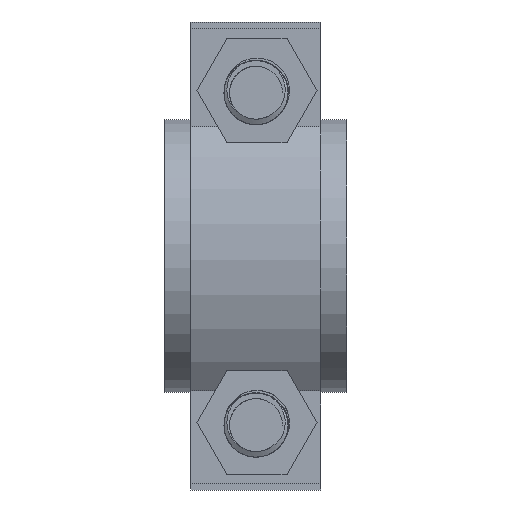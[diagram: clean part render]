
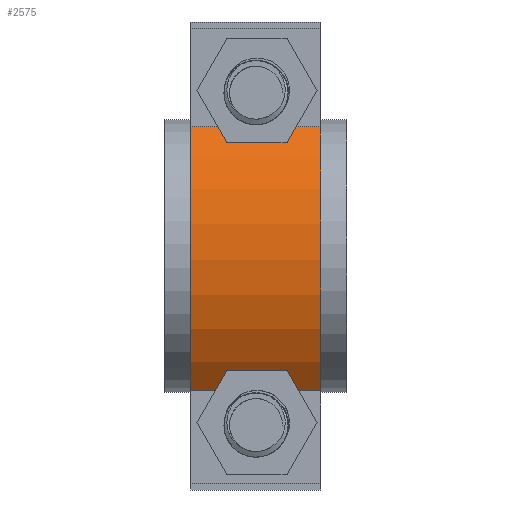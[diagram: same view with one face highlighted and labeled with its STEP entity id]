
A CAD part, left-side view. The second image highlights one B-rep face of the part: STEP entity #2575.
In plain terms, the highlighted cylindrical face has radius 32.5 mm (diameter 65 mm), a partial arc.
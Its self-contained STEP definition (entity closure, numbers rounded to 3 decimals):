
#249=FACE_OUTER_BOUND('',#398,.T.);
#398=EDGE_LOOP('',(#2285,#2286,#2287,#2288));
#470=CIRCLE('',#2770,32.5);
#489=CIRCLE('',#2809,32.5);
#774=LINE('',#11208,#966);
#775=LINE('',#11211,#967);
#966=VECTOR('',#3346,10.);
#967=VECTOR('',#3349,10.);
#1188=VERTEX_POINT('',#9701);
#1189=VERTEX_POINT('',#9703);
#1236=VERTEX_POINT('',#11207);
#1237=VERTEX_POINT('',#11209);
#1526=EDGE_CURVE('',#1188,#1189,#470,.T.);
#1601=EDGE_CURVE('',#1236,#1188,#774,.T.);
#1602=EDGE_CURVE('',#1237,#1236,#489,.T.);
#1603=EDGE_CURVE('',#1189,#1237,#775,.T.);
#2285=ORIENTED_EDGE('',*,*,#1601,.F.);
#2286=ORIENTED_EDGE('',*,*,#1602,.F.);
#2287=ORIENTED_EDGE('',*,*,#1603,.F.);
#2288=ORIENTED_EDGE('',*,*,#1526,.F.);
#2455=CYLINDRICAL_SURFACE('',#2808,32.5);
#2575=ADVANCED_FACE('',(#249),#2455,.T.);
#2770=AXIS2_PLACEMENT_3D('',#9704,#3238,#3239);
#2808=AXIS2_PLACEMENT_3D('',#11206,#3344,#3345);
#2809=AXIS2_PLACEMENT_3D('',#11210,#3347,#3348);
#3238=DIRECTION('center_axis',(0.,-1.,0.));
#3239=DIRECTION('ref_axis',(1.,0.,0.));
#3344=DIRECTION('center_axis',(0.,1.,0.));
#3345=DIRECTION('ref_axis',(-1.,0.,-0.017));
#3346=DIRECTION('',(0.,-1.,0.));
#3347=DIRECTION('center_axis',(0.,1.,0.));
#3348=DIRECTION('ref_axis',(1.,0.,0.));
#3349=DIRECTION('',(0.,1.,0.));
#9701=CARTESIAN_POINT('',(58.857,-10.,273.758));
#9703=CARTESIAN_POINT('',(59.556,-10.,233.119));
#9704=CARTESIAN_POINT('Origin',(84.565,-10.,253.874));
#11206=CARTESIAN_POINT('Origin',(84.565,0.,253.874));
#11207=CARTESIAN_POINT('',(58.857,10.,273.758));
#11208=CARTESIAN_POINT('',(58.857,0.,273.758));
#11209=CARTESIAN_POINT('',(59.556,10.,233.119));
#11210=CARTESIAN_POINT('Origin',(84.565,10.,253.874));
#11211=CARTESIAN_POINT('',(59.556,0.,233.119));
